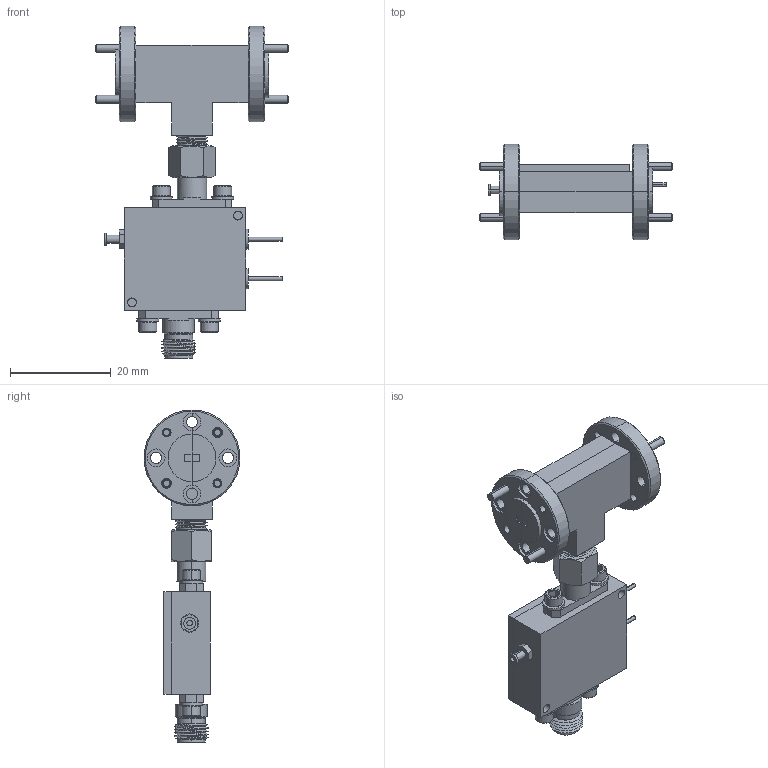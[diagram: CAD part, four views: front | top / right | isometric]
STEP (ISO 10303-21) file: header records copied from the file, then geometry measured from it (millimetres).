
FILE_DESCRIPTION (( 'STEP AP203' ), '1' );
FILE_NAME ('SKS-6039033030-1212-R1.STEP', '2019-03-27T16:13:36', ( '' ), ( '' ), 'SwSTEP 2.0', 'SolidWorks 2016', '' );
FILE_SCHEMA (( 'CONFIG_CONTROL_DESIGN' ));
Length unit declared in the file: inch
Products named in the file (1): SKS-6039033030-1212-R1
Bounding box: 38.23 x 19.05 x 66.01 mm (x, y, z)
Surface area: 7049.3 mm2 (no closed solid volume)
Topology: 0 solids, 32 shells, 627 faces, 1616 edges, 1028 vertices
Faces by surface type: plane 265, cylinder 192, cone 163, bspline 5, torus 2
Entity records: 21800 total; most frequent: CARTESIAN_POINT 6904, DIRECTION 3123, ORIENTED_EDGE 2896, EDGE_CURVE 1608, AXIS2_PLACEMENT_3D 1158, VERTEX_POINT 1028, VECTOR 807, LINE 807
